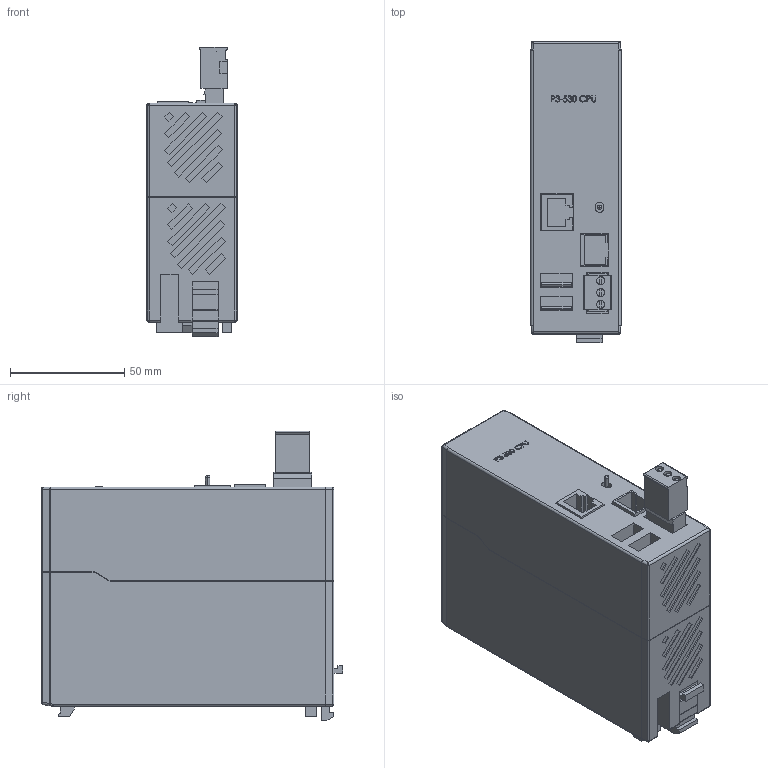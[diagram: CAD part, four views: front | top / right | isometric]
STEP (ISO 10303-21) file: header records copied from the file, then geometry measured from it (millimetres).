
FILE_DESCRIPTION (( 'STEP AP214' ), '1' );
FILE_NAME ('P3-530.STEP', '2013-02-13T16:04:30', ( '.adc' ), ( '' ), 'SwSTEP 2.0', 'SolidWorks 2012', '' );
FILE_SCHEMA (( 'AUTOMOTIVE_DESIGN' ));
Length unit declared in the file: millimetre
Products named in the file (1): P3-530
Bounding box: 39.5 x 131.75 x 126.7 mm (x, y, z)
Volume: 481965.1 mm3; surface area: 51355.7 mm2
Topology: 2 solids, 2 shells, 577 faces, 1475 edges, 952 vertices
Faces by surface type: plane 420, bspline 97, cylinder 58, sphere 2
Full cylindrical faces by diameter (mm): 3.553 x3
Entity records: 24380 total; most frequent: CARTESIAN_POINT 8349, ORIENTED_EDGE 2906, DIRECTION 2298, EDGE_CURVE 1453, LINE 1158, VECTOR 1158, VERTEX_POINT 949, EDGE_LOOP 646
